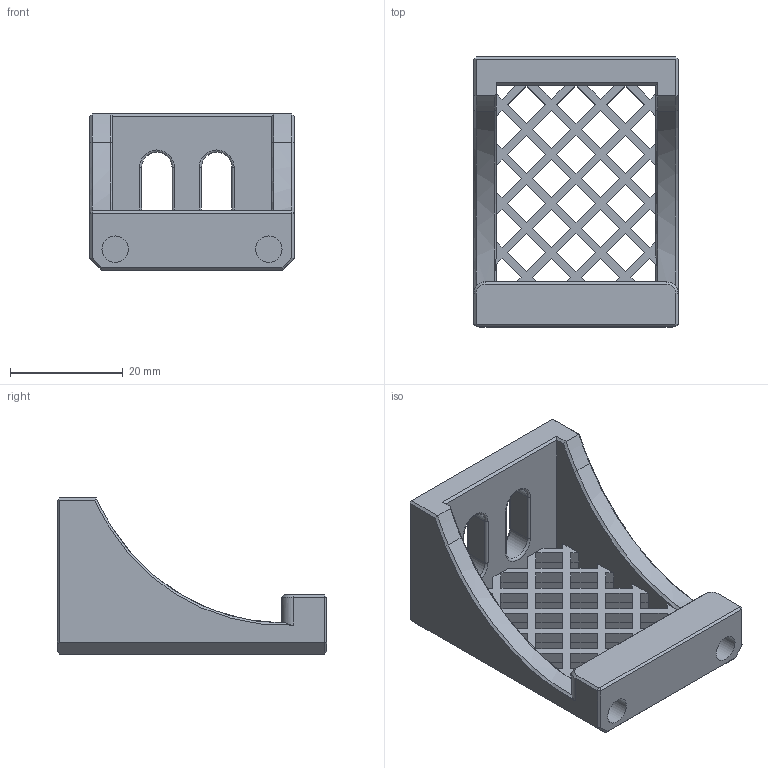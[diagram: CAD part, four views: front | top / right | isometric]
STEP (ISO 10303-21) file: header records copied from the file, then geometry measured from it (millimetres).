
FILE_DESCRIPTION(/* description */ (''),/* implementation_level */ '2;1');
FILE_NAME(/* name */ 'Dock_mount_Ender5.step',/* time_stamp */ '2022-02-20T16:15:51-05:00',/* author */ (''),/* organization */ (''),/* preprocessor_version */ 'ST-DEVELOPER v18.1',/* originating_system */ 'Autodesk Translation Framework v10.13.0.1454',/* authorisation */ '');
FILE_SCHEMA (('AUTOMOTIVE_DESIGN { 1 0 10303 214 3 1 1 }'));
Length unit declared in the file: millimetre
Products named in the file (2): Klicky Dock Mount - Mercury One - Ender 5 - Stealthburner; Dock Mount variable Assembly
Assembly tree (1 placements, depth 2):
  Klicky Dock Mount - Mercury One - Ender 5 - Stealthburner
    Dock Mount variable Assembly
Bounding box: 36.26 x 47.88 x 27.7 mm (x, y, z)
Volume: 12519.9 mm3; surface area: 9314.8 mm2
Topology: 1 solids, 1 shells, 454 faces, 1111 edges, 647 vertices
Faces by surface type: plane 416, cylinder 20, cone 10, torus 8
Full cylindrical faces by diameter (mm): 4.7 x2
Entity records: 12959 total; most frequent: CARTESIAN_POINT 2260, ORIENTED_EDGE 2222, DIRECTION 2071, EDGE_CURVE 1111, LINE 1043, VECTOR 1043, VERTEX_POINT 647, AXIS2_PLACEMENT_3D 514
